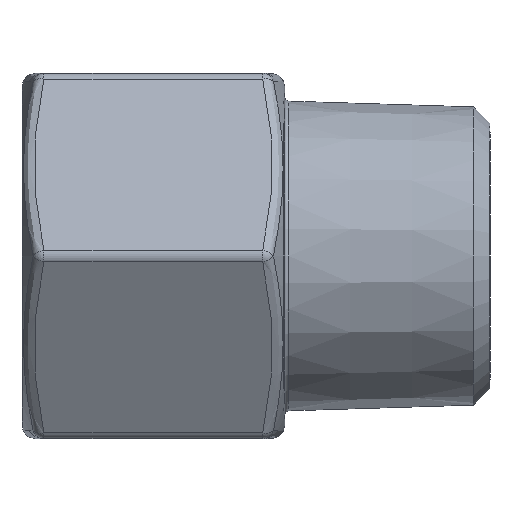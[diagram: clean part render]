
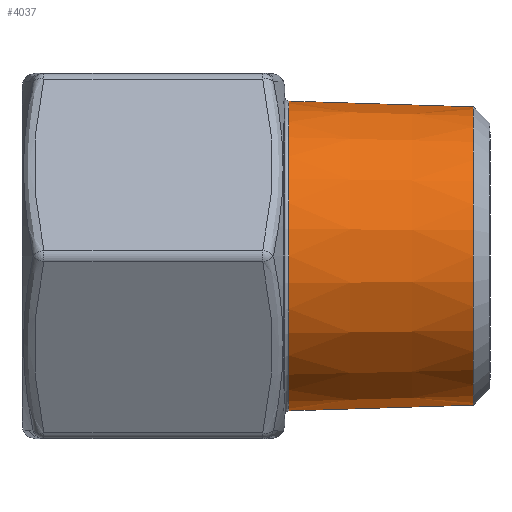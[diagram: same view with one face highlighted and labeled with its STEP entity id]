
A CAD part, front view. The second image highlights one B-rep face of the part: STEP entity #4037.
In plain terms, the highlighted conical face has half-angle 1.79 degrees and reference radius 13.06 mm.
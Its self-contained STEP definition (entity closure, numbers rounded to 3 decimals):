
#460 = CARTESIAN_POINT ( 'NONE',  ( 39.55, 0., 13.06 ) ) ;
#1509 = CARTESIAN_POINT ( 'NONE',  ( 23.388, 0., 13.565 ) ) ;
#2132 = VECTOR ( 'NONE', #11237, 1000. ) ;
#2379 = DIRECTION ( 'NONE',  ( 0., 0., 1. ) ) ;
#2519 = DIRECTION ( 'NONE',  ( 1., 0., 0. ) ) ;
#2826 = DIRECTION ( 'NONE',  ( 0., 0., 1. ) ) ;
#3044 = AXIS2_PLACEMENT_3D ( 'NONE', #16088, #6785, #2379 ) ;
#4037 = ADVANCED_FACE ( 'NONE', ( #12752 ), #8662, .T. ) ;
#4159 = AXIS2_PLACEMENT_3D ( 'NONE', #10472, #12016, #2826 ) ;
#4835 = CIRCLE ( 'NONE', #4159, 13.06 ) ;
#5306 = CARTESIAN_POINT ( 'NONE',  ( 23.388, 0., 0. ) ) ;
#5891 = VERTEX_POINT ( 'NONE', #6992 ) ;
#5892 = EDGE_CURVE ( 'NONE', #6571, #17943, #8771, .T. ) ;
#6281 = LINE ( 'NONE', #6355, #15880 ) ;
#6355 = CARTESIAN_POINT ( 'NONE',  ( 39.55, 0., 13.06 ) ) ;
#6571 = VERTEX_POINT ( 'NONE', #1509 ) ;
#6785 = DIRECTION ( 'NONE',  ( -1., 0., 0. ) ) ;
#6992 = CARTESIAN_POINT ( 'NONE',  ( 39.55, 0., -13.06 ) ) ;
#8018 = ORIENTED_EDGE ( 'NONE', *, *, #8081, .F. ) ;
#8081 = EDGE_CURVE ( 'NONE', #5891, #17943, #9312, .T. ) ;
#8541 = DIRECTION ( 'NONE',  ( 0., 0., 1. ) ) ;
#8662 = CONICAL_SURFACE ( 'NONE', #3044, 13.06, 0.031 ) ;
#8771 = CIRCLE ( 'NONE', #19097, 13.565 ) ;
#9308 = DIRECTION ( 'NONE',  ( -1., 0., 0.031 ) ) ;
#9312 = LINE ( 'NONE', #12715, #2132 ) ;
#9367 = EDGE_LOOP ( 'NONE', ( #8018, #16158, #19510, #17808 ) ) ;
#10472 = CARTESIAN_POINT ( 'NONE',  ( 39.55, 0., 0. ) ) ;
#11143 = EDGE_CURVE ( 'NONE', #5891, #11726, #4835, .T. ) ;
#11237 = DIRECTION ( 'NONE',  ( -1., 0., -0.031 ) ) ;
#11726 = VERTEX_POINT ( 'NONE', #460 ) ;
#12016 = DIRECTION ( 'NONE',  ( -1., 0., 0. ) ) ;
#12715 = CARTESIAN_POINT ( 'NONE',  ( 39.55, 0., -13.06 ) ) ;
#12752 = FACE_OUTER_BOUND ( 'NONE', #9367, .T. ) ;
#14010 = CARTESIAN_POINT ( 'NONE',  ( 23.388, 0., -13.565 ) ) ;
#15880 = VECTOR ( 'NONE', #9308, 1000. ) ;
#16088 = CARTESIAN_POINT ( 'NONE',  ( 39.55, 0., 0. ) ) ;
#16158 = ORIENTED_EDGE ( 'NONE', *, *, #11143, .T. ) ;
#17808 = ORIENTED_EDGE ( 'NONE', *, *, #5892, .T. ) ;
#17943 = VERTEX_POINT ( 'NONE', #14010 ) ;
#18581 = EDGE_CURVE ( 'NONE', #11726, #6571, #6281, .T. ) ;
#19097 = AXIS2_PLACEMENT_3D ( 'NONE', #5306, #2519, #8541 ) ;
#19510 = ORIENTED_EDGE ( 'NONE', *, *, #18581, .T. ) ;
